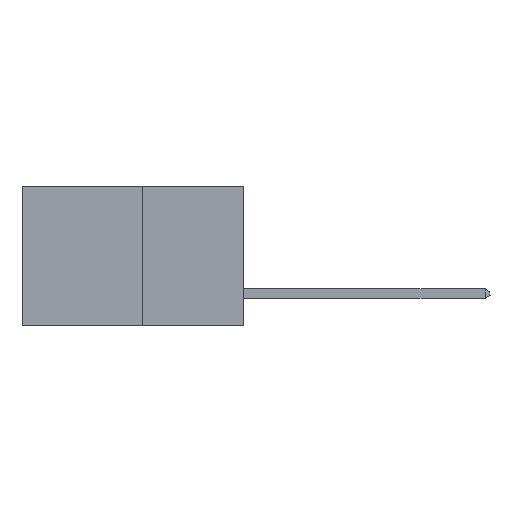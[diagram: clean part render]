
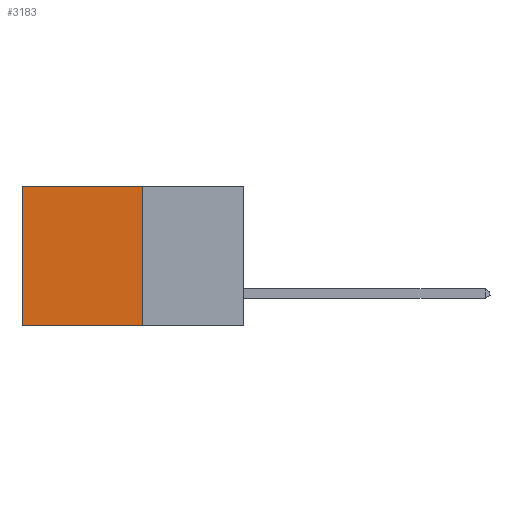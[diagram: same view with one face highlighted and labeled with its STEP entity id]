
A CAD part, left-side view. The second image highlights one B-rep face of the part: STEP entity #3183.
In plain terms, the highlighted planar face has unit normal (-1, 0, 0).
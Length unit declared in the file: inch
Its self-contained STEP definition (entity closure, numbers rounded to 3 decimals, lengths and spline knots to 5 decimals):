
#336 = VECTOR ( 'NONE', #3168, 39.37008 ) ;
#480 = EDGE_LOOP ( 'NONE', ( #4687, #4754, #4926, #5059 ) ) ;
#550 = LINE ( 'NONE', #3065, #336 ) ;
#1015 = LINE ( 'NONE', #4807, #7214 ) ;
#1659 = VERTEX_POINT ( 'NONE', #5750 ) ;
#2416 = VERTEX_POINT ( 'NONE', #3803 ) ;
#2566 = LINE ( 'NONE', #6365, #5837 ) ;
#2583 = AXIS2_PLACEMENT_3D ( 'NONE', #6315, #6976, #5478 ) ;
#2620 = PLANE ( 'NONE',  #2583 ) ;
#2980 = VERTEX_POINT ( 'NONE', #7734 ) ;
#3065 = CARTESIAN_POINT ( 'NONE',  ( 0.277, 0.59, -0.37 ) ) ;
#3168 = DIRECTION ( 'NONE',  ( 0., 0., -1. ) ) ;
#3183 = ADVANCED_FACE ( 'NONE', ( #6600 ), #2620, .F. ) ;
#3803 = CARTESIAN_POINT ( 'NONE',  ( 0.277, 0.27, -0.37 ) ) ;
#4514 = VERTEX_POINT ( 'NONE', #6307 ) ;
#4687 = ORIENTED_EDGE ( 'NONE', *, *, #5448, .T. ) ;
#4754 = ORIENTED_EDGE ( 'NONE', *, *, #7488, .F. ) ;
#4781 = DIRECTION ( 'NONE',  ( 0., 1., 0. ) ) ;
#4807 = CARTESIAN_POINT ( 'NONE',  ( 0.277, 0.27, -0.37 ) ) ;
#4926 = ORIENTED_EDGE ( 'NONE', *, *, #5842, .F. ) ;
#5056 = DIRECTION ( 'NONE',  ( 0., 0., -1. ) ) ;
#5059 = ORIENTED_EDGE ( 'NONE', *, *, #5260, .T. ) ;
#5260 = EDGE_CURVE ( 'NONE', #2980, #1659, #5944, .T. ) ;
#5349 = DIRECTION ( 'NONE',  ( 0., 1., 0. ) ) ;
#5361 = CARTESIAN_POINT ( 'NONE',  ( 0.277, 0.27, 0. ) ) ;
#5448 = EDGE_CURVE ( 'NONE', #1659, #4514, #550, .T. ) ;
#5478 = DIRECTION ( 'NONE',  ( 0., 0., -1. ) ) ;
#5750 = CARTESIAN_POINT ( 'NONE',  ( 0.277, 0.59, 0. ) ) ;
#5760 = VECTOR ( 'NONE', #5349, 39.37008 ) ;
#5837 = VECTOR ( 'NONE', #5056, 39.37008 ) ;
#5842 = EDGE_CURVE ( 'NONE', #2980, #2416, #2566, .T. ) ;
#5944 = LINE ( 'NONE', #5361, #5760 ) ;
#6307 = CARTESIAN_POINT ( 'NONE',  ( 0.277, 0.59, -0.37 ) ) ;
#6315 = CARTESIAN_POINT ( 'NONE',  ( 0.277, 0.27, -0.37 ) ) ;
#6365 = CARTESIAN_POINT ( 'NONE',  ( 0.277, 0.27, -0.37 ) ) ;
#6600 = FACE_OUTER_BOUND ( 'NONE', #480, .T. ) ;
#6976 = DIRECTION ( 'NONE',  ( 1., 0., 0. ) ) ;
#7214 = VECTOR ( 'NONE', #4781, 39.37008 ) ;
#7488 = EDGE_CURVE ( 'NONE', #2416, #4514, #1015, .T. ) ;
#7734 = CARTESIAN_POINT ( 'NONE',  ( 0.277, 0.27, 0. ) ) ;
